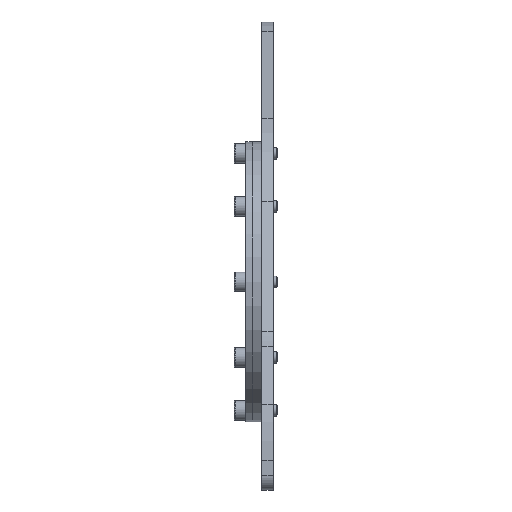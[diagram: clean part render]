
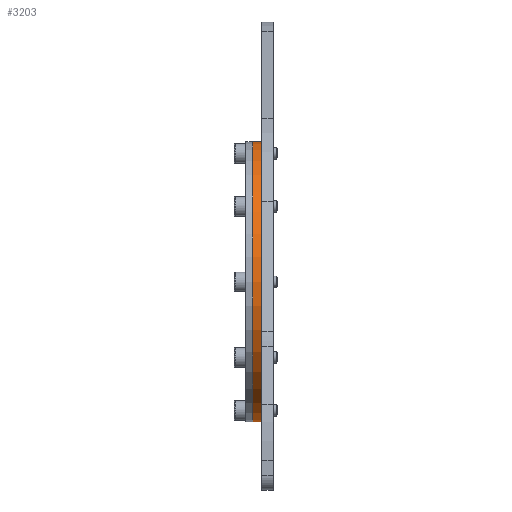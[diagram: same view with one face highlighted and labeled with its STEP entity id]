
A CAD part, left-side view. The second image highlights one B-rep face of the part: STEP entity #3203.
In plain terms, the highlighted cylindrical face has radius 60.8 mm (diameter 121.6 mm), a full revolution.
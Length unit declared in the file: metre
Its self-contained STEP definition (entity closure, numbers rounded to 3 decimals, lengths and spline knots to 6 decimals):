
#298=CIRCLE('',#3503,0.0608);
#312=CIRCLE('',#3518,0.0608);
#392=CYLINDRICAL_SURFACE('',#3519,0.0608);
#1510=ORIENTED_EDGE('',*,*,#1959,.T.);
#1511=ORIENTED_EDGE('',*,*,#1973,.F.);
#1959=EDGE_CURVE('',#2282,#2282,#298,.T.);
#1973=EDGE_CURVE('',#2296,#2296,#312,.T.);
#2282=VERTEX_POINT('',#5573);
#2296=VERTEX_POINT('',#5602);
#2614=EDGE_LOOP('',(#1510));
#2615=EDGE_LOOP('',(#1511));
#2981=FACE_BOUND('',#2614,.T.);
#2982=FACE_BOUND('',#2615,.T.);
#3203=ADVANCED_FACE('',(#2981,#2982),#392,.T.);
#3503=AXIS2_PLACEMENT_3D('',#5572,#4183,#4184);
#3518=AXIS2_PLACEMENT_3D('',#5601,#4213,#4214);
#3519=AXIS2_PLACEMENT_3D('',#5603,#4215,#4216);
#4183=DIRECTION('',(0.,1.,0.));
#4184=DIRECTION('',(-1.,0.,0.));
#4213=DIRECTION('',(0.,1.,0.));
#4214=DIRECTION('',(-1.,0.,0.));
#4215=DIRECTION('',(0.,1.,0.));
#4216=DIRECTION('',(-1.,0.,0.));
#5572=CARTESIAN_POINT('',(0.,0.,0.));
#5573=CARTESIAN_POINT('',(-0.0608,0.,0.));
#5601=CARTESIAN_POINT('',(0.,0.004,0.));
#5602=CARTESIAN_POINT('',(-0.0608,0.004,0.));
#5603=CARTESIAN_POINT('',(0.,0.,0.));
